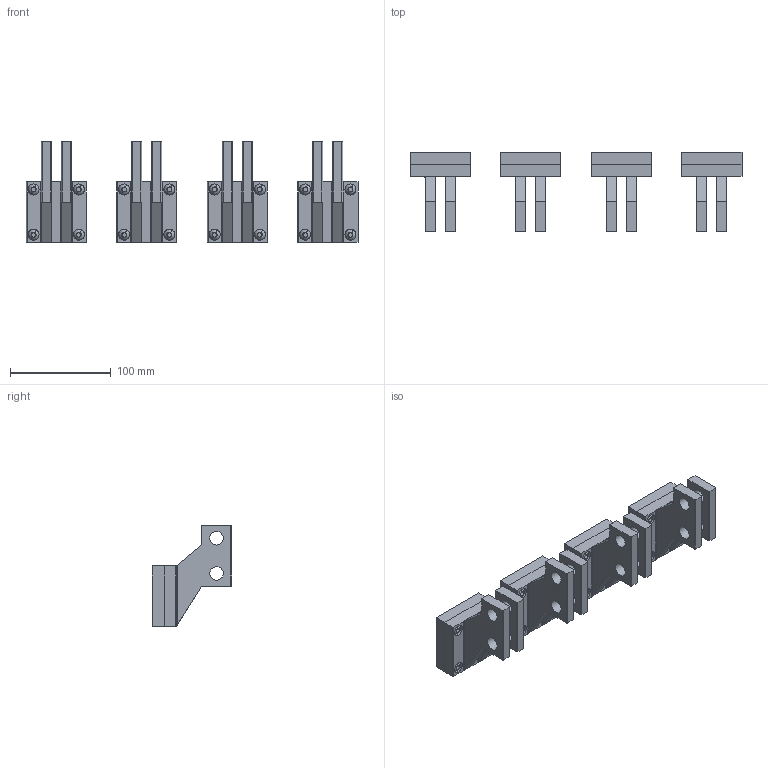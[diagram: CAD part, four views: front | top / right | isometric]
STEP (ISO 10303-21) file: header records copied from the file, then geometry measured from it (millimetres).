
FILE_DESCRIPTION(('CATIA V5 STEP Exchange'),'2;1');
FILE_NAME('1SDH001252R0139_1PA_001_01_E2.2_IV_F_TERMINALS_SVR_UPPER_2500A.stp','2014-03-06T08:23:57+00:00',('none'),('none'),'CATIA Version 5 Release 20 SP 5 (IN-10)','CATIA V5 STEP AP214','none');
FILE_SCHEMA(('AUTOMOTIVE_DESIGN { 1 0 10303 214 1 1 1 1 }'));
Length unit declared in the file: millimetre
Products named in the file (1): 1SDH001252R0139_1PA_001_01_E2.2_IV_F_TERMINALS_SVR_UPPER_2500A
Bounding box: 330 x 79 x 100 mm (x, y, z)
Volume: 549952.2 mm3; surface area: 164992.7 mm2
Topology: 24 solids, 24 shells, 664 faces, 1584 edges, 1032 vertices
Faces by surface type: plane 312, cylinder 288, revolution 32, torus 32
Entity records: 18602 total; most frequent: CARTESIAN_POINT 3677, ORIENTED_EDGE 3168, DIRECTION 2440, EDGE_CURVE 1584, AXIS2_PLACEMENT_3D 1089, VERTEX_POINT 1032, VECTOR 880, LINE 880
